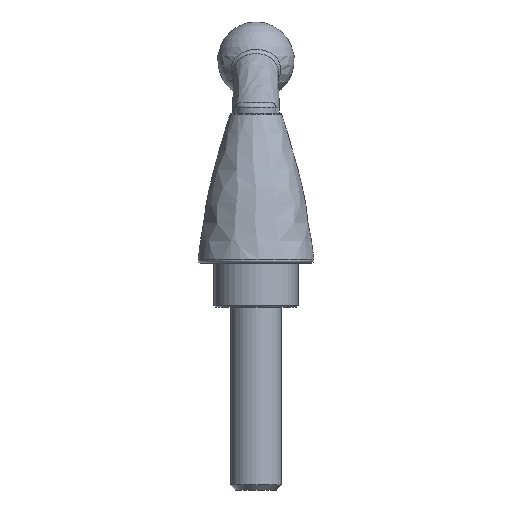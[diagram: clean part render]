
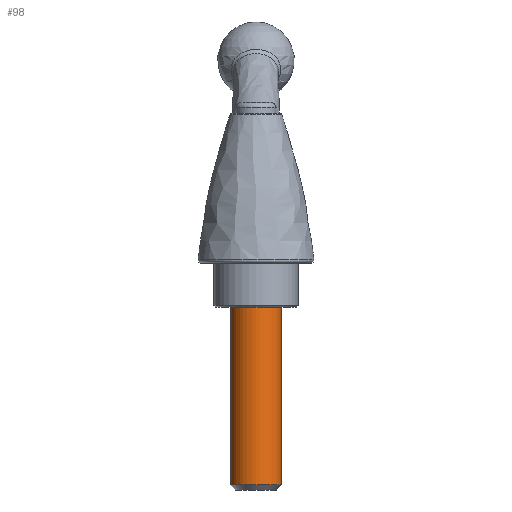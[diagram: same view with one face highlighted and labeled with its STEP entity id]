
A CAD part, left-side view. The second image highlights one B-rep face of the part: STEP entity #98.
In plain terms, the highlighted cylindrical face has radius 7 mm (diameter 14 mm), a full revolution.
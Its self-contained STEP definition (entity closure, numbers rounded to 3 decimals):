
#98 = ADVANCED_FACE( '', ( #208, #209 ), #210, .T. );
#208 = FACE_OUTER_BOUND( '', #5243, .T. );
#209 = FACE_OUTER_BOUND( '', #5244, .T. );
#210 = CYLINDRICAL_SURFACE( '', #5245, 7. );
#5243 = EDGE_LOOP( '', ( #5389 ) );
#5244 = EDGE_LOOP( '', ( #5390 ) );
#5245 = AXIS2_PLACEMENT_3D( '', #5391, #5392, #5393 );
#5389 = ORIENTED_EDGE( '', *, *, #5450, .T. );
#5390 = ORIENTED_EDGE( '', *, *, #5405, .T. );
#5391 = CARTESIAN_POINT( '', ( 0., 0., -62. ) );
#5392 = DIRECTION( '', ( 0., 0., -1. ) );
#5393 = DIRECTION( '', ( 0., -1., 0. ) );
#5405 = EDGE_CURVE( '', #5466, #5466, #5467, .F. );
#5450 = EDGE_CURVE( '', #5533, #5533, #5534, .F. );
#5466 = VERTEX_POINT( '', #5550 );
#5467 = CIRCLE( '', #5551, 7. );
#5533 = VERTEX_POINT( '', #7800 );
#5534 = CIRCLE( '', #7801, 7. );
#5550 = CARTESIAN_POINT( '', ( 0., -7., -12. ) );
#5551 = AXIS2_PLACEMENT_3D( '', #7819, #7820, #7821 );
#7800 = CARTESIAN_POINT( '', ( 0., 7., -60.5 ) );
#7801 = AXIS2_PLACEMENT_3D( '', #7858, #7859, #7860 );
#7819 = CARTESIAN_POINT( '', ( 0., 0., -12. ) );
#7820 = DIRECTION( '', ( 0., 0., 1. ) );
#7821 = DIRECTION( '', ( 0., -1., 0. ) );
#7858 = CARTESIAN_POINT( '', ( 0., 0., -60.5 ) );
#7859 = DIRECTION( '', ( 0., 0., -1. ) );
#7860 = DIRECTION( '', ( 0., 1., 0. ) );
